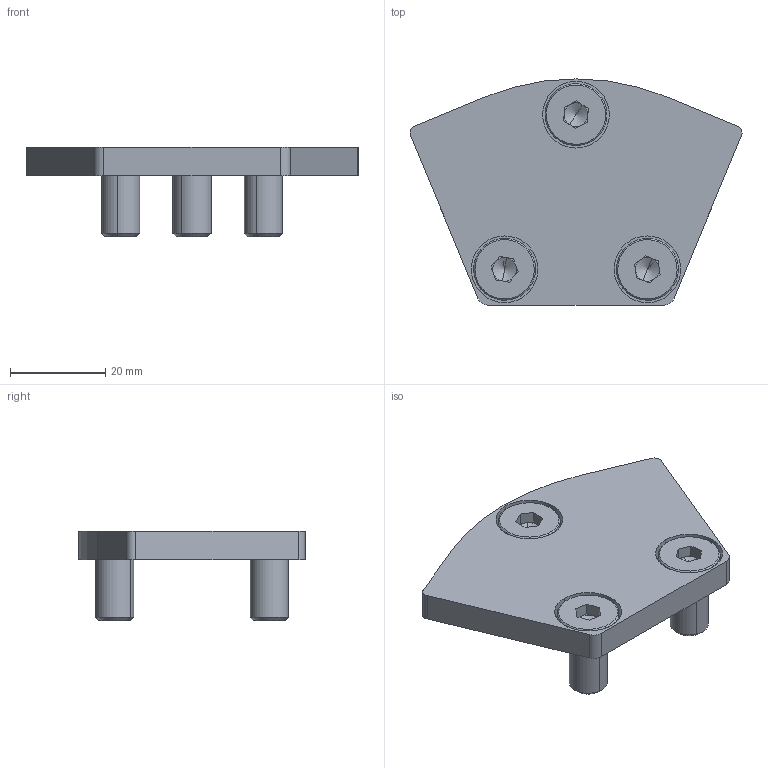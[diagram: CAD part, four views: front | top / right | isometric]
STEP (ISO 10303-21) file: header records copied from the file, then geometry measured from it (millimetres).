
FILE_DESCRIPTION (( 'STEP AP214' ), '1' );
FILE_NAME ('55x55 ABS End Cap Kit-Black(40AEC-1401-006-01).STEP', '2023-09-18T13:08:54', ( '' ), ( '' ), 'SwSTEP 2.0', 'SolidWorks 2020', '' );
FILE_SCHEMA (( 'AUTOMOTIVE_DESIGN' ));
Length unit declared in the file: millimetre
Products named in the file (1): 55x55 ABS End Cap Kit-Black(40AEC-1401-006-01)
Bounding box: 69.69 x 47.46 x 18.8 mm (x, y, z)
Volume: 16401.9 mm3; surface area: 8837.5 mm2
Topology: 4 solids, 4 shells, 109 faces, 243 edges, 145 vertices
Faces by surface type: plane 55, cylinder 30, cone 18, torus 6
Entity records: 4233 total; most frequent: DIRECTION 559, CARTESIAN_POINT 492, ORIENTED_EDGE 474, EDGE_CURVE 237, AXIS2_PLACEMENT_3D 212, VERTEX_POINT 145, LINE 135, VECTOR 135
